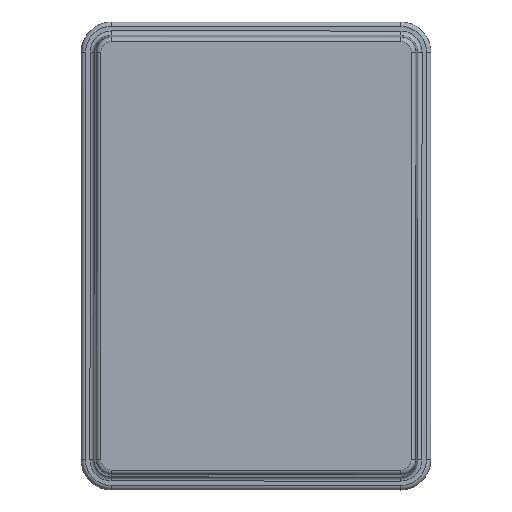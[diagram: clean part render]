
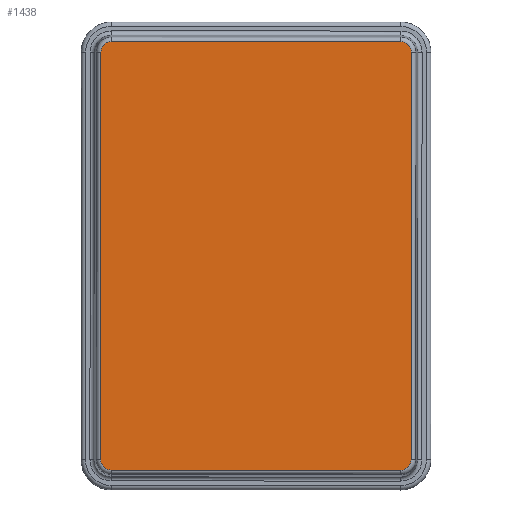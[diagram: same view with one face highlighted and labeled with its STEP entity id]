
A CAD part, top view. The second image highlights one B-rep face of the part: STEP entity #1438.
In plain terms, the highlighted planar face has unit normal (0, 0, 1).
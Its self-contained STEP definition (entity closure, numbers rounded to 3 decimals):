
#26=DIRECTION('',(-1.,0.,0.));
#27=VECTOR('',#26,98.);
#28=CARTESIAN_POINT('',(49.,-72.537,24.));
#29=LINE('',#28,#27);
#30=CARTESIAN_POINT('',(-49.,-69.,24.));
#31=DIRECTION('',(0.,0.,-1.));
#32=DIRECTION('',(0.,-1.,0.));
#33=AXIS2_PLACEMENT_3D('',#30,#31,#32);
#35=DIRECTION('',(0.,1.,0.));
#36=VECTOR('',#35,138.);
#37=CARTESIAN_POINT('',(-52.537,-69.,24.));
#38=LINE('',#37,#36);
#39=DIRECTION('',(1.,0.,0.));
#40=VECTOR('',#39,98.);
#41=CARTESIAN_POINT('',(-49.,72.537,24.));
#42=LINE('',#41,#40);
#43=CARTESIAN_POINT('',(49.,69.,24.));
#44=DIRECTION('',(0.,0.,-1.));
#45=DIRECTION('',(0.,1.,0.));
#46=AXIS2_PLACEMENT_3D('',#43,#44,#45);
#57=CARTESIAN_POINT('',(49.,-69.,24.));
#58=DIRECTION('',(0.,0.,1.));
#59=DIRECTION('',(0.,-1.,0.));
#60=AXIS2_PLACEMENT_3D('',#57,#58,#59);
#72=DIRECTION('',(0.,1.,0.));
#73=VECTOR('',#72,138.);
#74=CARTESIAN_POINT('',(52.537,-69.,24.));
#75=LINE('',#74,#73);
#104=CARTESIAN_POINT('',(-49.,69.,24.));
#105=DIRECTION('',(0.,0.,1.));
#106=DIRECTION('',(0.,1.,0.));
#107=AXIS2_PLACEMENT_3D('',#104,#105,#106);
#1354=CARTESIAN_POINT('',(49.,72.537,24.));
#1355=CARTESIAN_POINT('',(52.537,69.,24.));
#1356=VERTEX_POINT('',#1354);
#1357=VERTEX_POINT('',#1355);
#1358=CARTESIAN_POINT('',(-49.,72.537,24.));
#1359=CARTESIAN_POINT('',(-52.537,69.,24.));
#1360=VERTEX_POINT('',#1358);
#1361=VERTEX_POINT('',#1359);
#1362=CARTESIAN_POINT('',(49.,-72.537,24.));
#1363=CARTESIAN_POINT('',(52.537,-69.,24.));
#1364=VERTEX_POINT('',#1362);
#1365=VERTEX_POINT('',#1363);
#1366=CARTESIAN_POINT('',(-49.,-72.537,24.));
#1367=CARTESIAN_POINT('',(-52.537,-69.,24.));
#1368=VERTEX_POINT('',#1366);
#1369=VERTEX_POINT('',#1367);
#1417=CARTESIAN_POINT('',(0.,0.,24.));
#1418=DIRECTION('',(0.,0.,1.));
#1419=DIRECTION('',(1.,0.,0.));
#1420=AXIS2_PLACEMENT_3D('',#1417,#1418,#1419);
#1421=PLANE('',#1420);
#1423=ORIENTED_EDGE('',*,*,#1422,.T.);
#1424=ORIENTED_EDGE('',*,*,#1393,.T.);
#1425=ORIENTED_EDGE('',*,*,#1407,.T.);
#1427=ORIENTED_EDGE('',*,*,#1426,.F.);
#1429=ORIENTED_EDGE('',*,*,#1428,.T.);
#1431=ORIENTED_EDGE('',*,*,#1430,.T.);
#1433=ORIENTED_EDGE('',*,*,#1432,.F.);
#1435=ORIENTED_EDGE('',*,*,#1434,.F.);
#1436=EDGE_LOOP('',(#1423,#1424,#1425,#1427,#1429,#1431,#1433,#1435));
#1437=FACE_OUTER_BOUND('',#1436,.F.);
#1438=ADVANCED_FACE('',(#1437),#1421,.T.);
#34=CIRCLE('',#33,3.537);
#47=CIRCLE('',#46,3.537);
#61=CIRCLE('',#60,3.537);
#108=CIRCLE('',#107,3.537);
#1393=EDGE_CURVE('',#1368,#1369,#34,.T.);
#1407=EDGE_CURVE('',#1369,#1361,#38,.T.);
#1422=EDGE_CURVE('',#1364,#1368,#29,.T.);
#1426=EDGE_CURVE('',#1360,#1361,#108,.T.);
#1428=EDGE_CURVE('',#1360,#1356,#42,.T.);
#1430=EDGE_CURVE('',#1356,#1357,#47,.T.);
#1432=EDGE_CURVE('',#1365,#1357,#75,.T.);
#1434=EDGE_CURVE('',#1364,#1365,#61,.T.);
